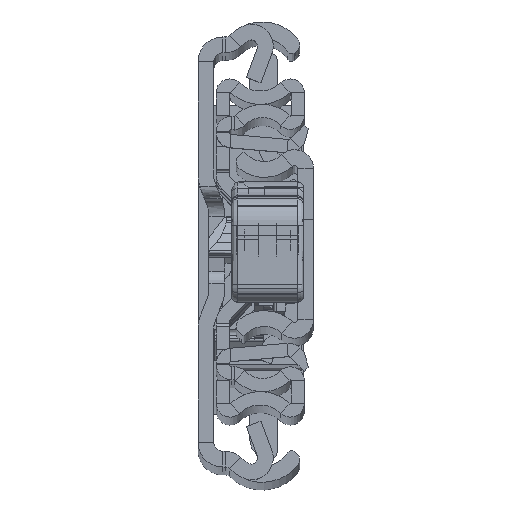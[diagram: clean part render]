
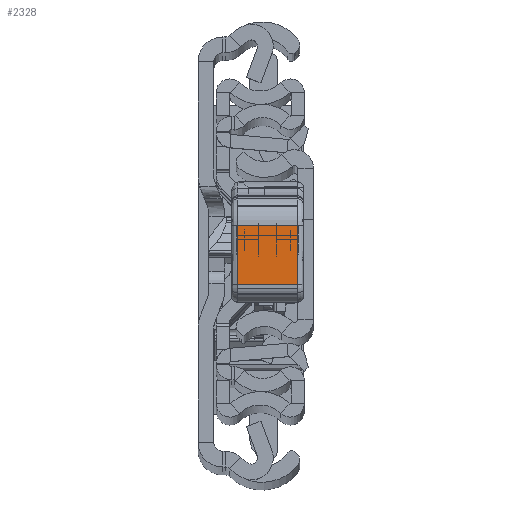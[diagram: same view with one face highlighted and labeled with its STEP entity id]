
A CAD part, top view. The second image highlights one B-rep face of the part: STEP entity #2328.
In plain terms, the highlighted face is planar.
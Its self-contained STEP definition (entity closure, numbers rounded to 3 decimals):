
#240 = DIRECTION ( 'NONE',  ( 0., 0., 1. ) ) ;
#2128 = CARTESIAN_POINT ( 'NONE',  ( 39.55, -12.274, 10. ) ) ;
#2328 = ADVANCED_FACE ( 'NONE', ( #23200 ), #18029, .F. ) ;
#2611 = DIRECTION ( 'NONE',  ( -1., 0.027, 0. ) ) ;
#2733 = EDGE_CURVE ( 'NONE', #19479, #11058, #25494, .T. ) ;
#3890 = VECTOR ( 'NONE', #21875, 1000. ) ;
#4394 = VECTOR ( 'NONE', #30553, 1000. ) ;
#4803 = CARTESIAN_POINT ( 'NONE',  ( 39.55, -12.274, 0. ) ) ;
#5505 = ORIENTED_EDGE ( 'NONE', *, *, #22671, .T. ) ;
#6862 = EDGE_CURVE ( 'NONE', #19820, #19479, #19850, .T. ) ;
#7430 = CARTESIAN_POINT ( 'NONE',  ( 39.818, -2.465, 11. ) ) ;
#7795 = CARTESIAN_POINT ( 'NONE',  ( 39.55, -12.274, 11. ) ) ;
#7829 = LINE ( 'NONE', #2128, #4394 ) ;
#8008 = EDGE_CURVE ( 'NONE', #11058, #23345, #7829, .T. ) ;
#8927 = EDGE_LOOP ( 'NONE', ( #5505, #17654, #30346, #30839 ) ) ;
#9395 = VECTOR ( 'NONE', #240, 1000. ) ;
#10494 = CARTESIAN_POINT ( 'NONE',  ( 39.55, -12.274, 11. ) ) ;
#11058 = VERTEX_POINT ( 'NONE', #18792 ) ;
#15498 = DIRECTION ( 'NONE',  ( 0., 0., -1. ) ) ;
#17654 = ORIENTED_EDGE ( 'NONE', *, *, #6862, .T. ) ;
#17751 = CARTESIAN_POINT ( 'NONE',  ( 39.818, -2.465, 0. ) ) ;
#18029 = PLANE ( 'NONE',  #29111 ) ;
#18792 = CARTESIAN_POINT ( 'NONE',  ( 39.818, -2.465, 10. ) ) ;
#19479 = VERTEX_POINT ( 'NONE', #17751 ) ;
#19820 = VERTEX_POINT ( 'NONE', #4803 ) ;
#19850 = LINE ( 'NONE', #29366, #3890 ) ;
#21875 = DIRECTION ( 'NONE',  ( 0.027, 1., 0. ) ) ;
#22671 = EDGE_CURVE ( 'NONE', #23345, #19820, #23183, .T. ) ;
#23024 = DIRECTION ( 'NONE',  ( -0.027, -1., 0. ) ) ;
#23183 = LINE ( 'NONE', #7795, #31401 ) ;
#23200 = FACE_OUTER_BOUND ( 'NONE', #8927, .T. ) ;
#23345 = VERTEX_POINT ( 'NONE', #25865 ) ;
#25494 = LINE ( 'NONE', #7430, #9395 ) ;
#25865 = CARTESIAN_POINT ( 'NONE',  ( 39.55, -12.274, 10. ) ) ;
#29111 = AXIS2_PLACEMENT_3D ( 'NONE', #10494, #2611, #23024 ) ;
#29366 = CARTESIAN_POINT ( 'NONE',  ( 39.55, -12.274, 0. ) ) ;
#30346 = ORIENTED_EDGE ( 'NONE', *, *, #2733, .T. ) ;
#30553 = DIRECTION ( 'NONE',  ( -0.027, -1., 0. ) ) ;
#30839 = ORIENTED_EDGE ( 'NONE', *, *, #8008, .T. ) ;
#31401 = VECTOR ( 'NONE', #15498, 1000. ) ;
